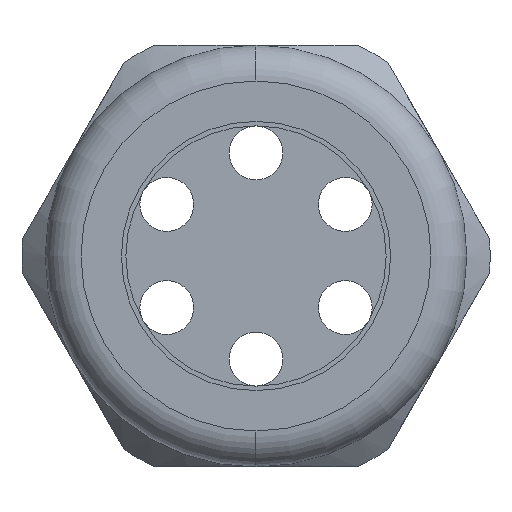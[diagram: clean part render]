
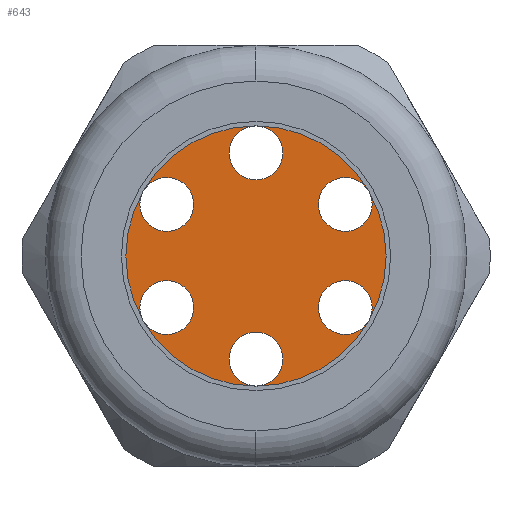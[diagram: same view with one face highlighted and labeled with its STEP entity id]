
A CAD part, left-side view. The second image highlights one B-rep face of the part: STEP entity #643.
In plain terms, the highlighted planar face has unit normal (-1, 0, 0).
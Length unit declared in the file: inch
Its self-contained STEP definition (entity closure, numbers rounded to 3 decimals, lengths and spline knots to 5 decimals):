
#556 = EDGE_LOOP ( 'NONE', ( #676, #689 ) ) ;
#557 = ORIENTED_EDGE ( 'NONE', *, *, #812, .F. ) ;
#633 = ORIENTED_EDGE ( 'NONE', *, *, #634, .F. ) ;
#634 = EDGE_CURVE ( 'NONE', #708, #811, #2917, .T. ) ;
#635 = ORIENTED_EDGE ( 'NONE', *, *, #744, .F. ) ;
#637 = ORIENTED_EDGE ( 'NONE', *, *, #776, .F. ) ;
#639 = EDGE_LOOP ( 'NONE', ( #685, #674 ) ) ;
#640 = EDGE_CURVE ( 'NONE', #777, #774, #2912, .T. ) ;
#641 = EDGE_CURVE ( 'NONE', #763, #760, #2907, .T. ) ;
#643 = ADVANCED_FACE ( 'NONE', ( #2902, #2901, #2900, #2899, #2898, #2897, #2896 ), #2895, .T. ) ;
#644 = ORIENTED_EDGE ( 'NONE', *, *, #647, .F. ) ;
#645 = EDGE_LOOP ( 'NONE', ( #644, #557 ) ) ;
#647 = EDGE_CURVE ( 'NONE', #813, #721, #2890, .T. ) ;
#648 = EDGE_CURVE ( 'NONE', #793, #713, #2885, .T. ) ;
#672 = EDGE_CURVE ( 'NONE', #780, #800, #2932, .T. ) ;
#673 = EDGE_LOOP ( 'NONE', ( #633, #740 ) ) ;
#674 = ORIENTED_EDGE ( 'NONE', *, *, #762, .F. ) ;
#675 = ORIENTED_EDGE ( 'NONE', *, *, #640, .F. ) ;
#676 = ORIENTED_EDGE ( 'NONE', *, *, #672, .F. ) ;
#677 = EDGE_LOOP ( 'NONE', ( #635, #694 ) ) ;
#685 = ORIENTED_EDGE ( 'NONE', *, *, #641, .F. ) ;
#689 = ORIENTED_EDGE ( 'NONE', *, *, #802, .F. ) ;
#692 = ORIENTED_EDGE ( 'NONE', *, *, #792, .T. ) ;
#694 = ORIENTED_EDGE ( 'NONE', *, *, #753, .F. ) ;
#695 = ORIENTED_EDGE ( 'NONE', *, *, #648, .T. ) ;
#708 = VERTEX_POINT ( 'NONE', #2954 ) ;
#713 = VERTEX_POINT ( 'NONE', #3008 ) ;
#721 = VERTEX_POINT ( 'NONE', #2996 ) ;
#740 = ORIENTED_EDGE ( 'NONE', *, *, #789, .F. ) ;
#741 = EDGE_LOOP ( 'NONE', ( #695, #692 ) ) ;
#744 = EDGE_CURVE ( 'NONE', #754, #751, #3035, .T. ) ;
#746 = EDGE_LOOP ( 'NONE', ( #675, #637 ) ) ;
#751 = VERTEX_POINT ( 'NONE', #3025 ) ;
#753 = EDGE_CURVE ( 'NONE', #751, #754, #3024, .T. ) ;
#754 = VERTEX_POINT ( 'NONE', #3019 ) ;
#760 = VERTEX_POINT ( 'NONE', #3074 ) ;
#762 = EDGE_CURVE ( 'NONE', #760, #763, #3073, .T. ) ;
#763 = VERTEX_POINT ( 'NONE', #3068 ) ;
#774 = VERTEX_POINT ( 'NONE', #3046 ) ;
#776 = EDGE_CURVE ( 'NONE', #774, #777, #3109, .T. ) ;
#777 = VERTEX_POINT ( 'NONE', #3104 ) ;
#780 = VERTEX_POINT ( 'NONE', #3099 ) ;
#789 = EDGE_CURVE ( 'NONE', #811, #708, #3081, .T. ) ;
#792 = EDGE_CURVE ( 'NONE', #713, #793, #3132, .T. ) ;
#793 = VERTEX_POINT ( 'NONE', #3127 ) ;
#800 = VERTEX_POINT ( 'NONE', #3111 ) ;
#802 = EDGE_CURVE ( 'NONE', #800, #780, #3110, .T. ) ;
#811 = VERTEX_POINT ( 'NONE', #3150 ) ;
#812 = EDGE_CURVE ( 'NONE', #721, #813, #3149, .T. ) ;
#813 = VERTEX_POINT ( 'NONE', #3144 ) ;
#2061 = DIRECTION ( 'NONE',  ( 0., 0., 1. ) ) ;
#2882 = DIRECTION ( 'NONE',  ( -1., 0., 0. ) ) ;
#2883 = CARTESIAN_POINT ( 'NONE',  ( -1.35, 0., 0. ) ) ;
#2884 = AXIS2_PLACEMENT_3D ( 'NONE', #2883, #2882, #2948 ) ;
#2885 = CIRCLE ( 'NONE', #2884, 0.29 ) ;
#2886 = DIRECTION ( 'NONE',  ( 0., -0.866, 0.5 ) ) ;
#2887 = DIRECTION ( 'NONE',  ( -1., 0., 0. ) ) ;
#2888 = CARTESIAN_POINT ( 'NONE',  ( -1.35, 0.19898, -0.11488 ) ) ;
#2889 = AXIS2_PLACEMENT_3D ( 'NONE', #2888, #2887, #2886 ) ;
#2890 = CIRCLE ( 'NONE', #2889, 0.06 ) ;
#2891 = DIRECTION ( 'NONE',  ( 0., 0., 1. ) ) ;
#2892 = DIRECTION ( 'NONE',  ( -1., 0., 0. ) ) ;
#2893 = CARTESIAN_POINT ( 'NONE',  ( -1.35, 0., 0. ) ) ;
#2894 = AXIS2_PLACEMENT_3D ( 'NONE', #2893, #2892, #2891 ) ;
#2895 = PLANE ( 'NONE',  #2894 ) ;
#2896 = FACE_OUTER_BOUND ( 'NONE', #741, .T. ) ;
#2897 = FACE_BOUND ( 'NONE', #673, .T. ) ;
#2898 = FACE_BOUND ( 'NONE', #746, .T. ) ;
#2899 = FACE_BOUND ( 'NONE', #639, .T. ) ;
#2900 = FACE_BOUND ( 'NONE', #677, .T. ) ;
#2901 = FACE_BOUND ( 'NONE', #556, .T. ) ;
#2902 = FACE_BOUND ( 'NONE', #645, .T. ) ;
#2903 = DIRECTION ( 'NONE',  ( 0., 0.866, -0.5 ) ) ;
#2904 = DIRECTION ( 'NONE',  ( -1., 0., 0. ) ) ;
#2905 = CARTESIAN_POINT ( 'NONE',  ( -1.35, -0.19898, 0.11488 ) ) ;
#2906 = AXIS2_PLACEMENT_3D ( 'NONE', #2905, #2904, #2903 ) ;
#2907 = CIRCLE ( 'NONE', #2906, 0.06 ) ;
#2908 = DIRECTION ( 'NONE',  ( 0., 0.866, 0.5 ) ) ;
#2909 = DIRECTION ( 'NONE',  ( -1., 0., 0. ) ) ;
#2910 = CARTESIAN_POINT ( 'NONE',  ( -1.35, -0.19898, -0.11488 ) ) ;
#2911 = AXIS2_PLACEMENT_3D ( 'NONE', #2910, #2909, #2908 ) ;
#2912 = CIRCLE ( 'NONE', #2911, 0.06 ) ;
#2913 = DIRECTION ( 'NONE',  ( 0., 0., 1. ) ) ;
#2914 = DIRECTION ( 'NONE',  ( -1., 0., 0. ) ) ;
#2915 = CARTESIAN_POINT ( 'NONE',  ( -1.35, 0., -0.22976 ) ) ;
#2916 = AXIS2_PLACEMENT_3D ( 'NONE', #2915, #2914, #2913 ) ;
#2917 = CIRCLE ( 'NONE', #2916, 0.06 ) ;
#2928 = DIRECTION ( 'NONE',  ( 0., -0.866, -0.5 ) ) ;
#2929 = DIRECTION ( 'NONE',  ( -1., 0., 0. ) ) ;
#2930 = CARTESIAN_POINT ( 'NONE',  ( -1.35, 0.19898, 0.11488 ) ) ;
#2931 = AXIS2_PLACEMENT_3D ( 'NONE', #2930, #2929, #2928 ) ;
#2932 = CIRCLE ( 'NONE', #2931, 0.06 ) ;
#2948 = DIRECTION ( 'NONE',  ( 0., 0., 1. ) ) ;
#2954 = CARTESIAN_POINT ( 'NONE',  ( -1.35, 0., -0.16976 ) ) ;
#2996 = CARTESIAN_POINT ( 'NONE',  ( -1.35, 0.19898, -0.17488 ) ) ;
#3008 = CARTESIAN_POINT ( 'NONE',  ( -1.35, 0., -0.29 ) ) ;
#3019 = CARTESIAN_POINT ( 'NONE',  ( -1.35, 0., 0.28976 ) ) ;
#3020 = DIRECTION ( 'NONE',  ( 0., 0., -1. ) ) ;
#3021 = DIRECTION ( 'NONE',  ( -1., 0., 0. ) ) ;
#3022 = CARTESIAN_POINT ( 'NONE',  ( -1.35, 0., 0.22976 ) ) ;
#3023 = AXIS2_PLACEMENT_3D ( 'NONE', #3022, #3021, #3020 ) ;
#3024 = CIRCLE ( 'NONE', #3023, 0.06 ) ;
#3025 = CARTESIAN_POINT ( 'NONE',  ( -1.35, 0., 0.16976 ) ) ;
#3031 = DIRECTION ( 'NONE',  ( 0., 0., -1. ) ) ;
#3032 = DIRECTION ( 'NONE',  ( -1., 0., 0. ) ) ;
#3033 = CARTESIAN_POINT ( 'NONE',  ( -1.35, 0., 0.22976 ) ) ;
#3034 = AXIS2_PLACEMENT_3D ( 'NONE', #3033, #3032, #3031 ) ;
#3035 = CIRCLE ( 'NONE', #3034, 0.06 ) ;
#3046 = CARTESIAN_POINT ( 'NONE',  ( -1.35, -0.19898, -0.17488 ) ) ;
#3068 = CARTESIAN_POINT ( 'NONE',  ( -1.35, -0.19898, 0.17488 ) ) ;
#3069 = DIRECTION ( 'NONE',  ( 0., 0.866, -0.5 ) ) ;
#3070 = DIRECTION ( 'NONE',  ( -1., 0., 0. ) ) ;
#3071 = CARTESIAN_POINT ( 'NONE',  ( -1.35, -0.19898, 0.11488 ) ) ;
#3072 = AXIS2_PLACEMENT_3D ( 'NONE', #3071, #3070, #3069 ) ;
#3073 = CIRCLE ( 'NONE', #3072, 0.06 ) ;
#3074 = CARTESIAN_POINT ( 'NONE',  ( -1.35, -0.19898, 0.05488 ) ) ;
#3078 = DIRECTION ( 'NONE',  ( -1., 0., 0. ) ) ;
#3079 = CARTESIAN_POINT ( 'NONE',  ( -1.35, 0., -0.22976 ) ) ;
#3080 = AXIS2_PLACEMENT_3D ( 'NONE', #3079, #3078, #2061 ) ;
#3081 = CIRCLE ( 'NONE', #3080, 0.06 ) ;
#3099 = CARTESIAN_POINT ( 'NONE',  ( -1.35, 0.19898, 0.17488 ) ) ;
#3104 = CARTESIAN_POINT ( 'NONE',  ( -1.35, -0.19898, -0.05488 ) ) ;
#3105 = DIRECTION ( 'NONE',  ( 0., 0.866, 0.5 ) ) ;
#3106 = DIRECTION ( 'NONE',  ( -1., 0., 0. ) ) ;
#3107 = CARTESIAN_POINT ( 'NONE',  ( -1.35, -0.19898, -0.11488 ) ) ;
#3108 = AXIS2_PLACEMENT_3D ( 'NONE', #3107, #3106, #3105 ) ;
#3109 = CIRCLE ( 'NONE', #3108, 0.06 ) ;
#3110 = CIRCLE ( 'NONE', #3171, 0.06 ) ;
#3111 = CARTESIAN_POINT ( 'NONE',  ( -1.35, 0.19898, 0.05488 ) ) ;
#3127 = CARTESIAN_POINT ( 'NONE',  ( -1.35, 0., 0.29 ) ) ;
#3128 = DIRECTION ( 'NONE',  ( 0., 0., 1. ) ) ;
#3129 = DIRECTION ( 'NONE',  ( -1., 0., 0. ) ) ;
#3130 = CARTESIAN_POINT ( 'NONE',  ( -1.35, 0., 0. ) ) ;
#3131 = AXIS2_PLACEMENT_3D ( 'NONE', #3130, #3129, #3128 ) ;
#3132 = CIRCLE ( 'NONE', #3131, 0.29 ) ;
#3144 = CARTESIAN_POINT ( 'NONE',  ( -1.35, 0.19898, -0.05488 ) ) ;
#3145 = DIRECTION ( 'NONE',  ( 0., -0.866, 0.5 ) ) ;
#3146 = DIRECTION ( 'NONE',  ( -1., 0., 0. ) ) ;
#3147 = CARTESIAN_POINT ( 'NONE',  ( -1.35, 0.19898, -0.11488 ) ) ;
#3148 = AXIS2_PLACEMENT_3D ( 'NONE', #3147, #3146, #3145 ) ;
#3149 = CIRCLE ( 'NONE', #3148, 0.06 ) ;
#3150 = CARTESIAN_POINT ( 'NONE',  ( -1.35, 0., -0.28976 ) ) ;
#3168 = DIRECTION ( 'NONE',  ( 0., -0.866, -0.5 ) ) ;
#3169 = DIRECTION ( 'NONE',  ( -1., 0., 0. ) ) ;
#3170 = CARTESIAN_POINT ( 'NONE',  ( -1.35, 0.19898, 0.11488 ) ) ;
#3171 = AXIS2_PLACEMENT_3D ( 'NONE', #3170, #3169, #3168 ) ;
